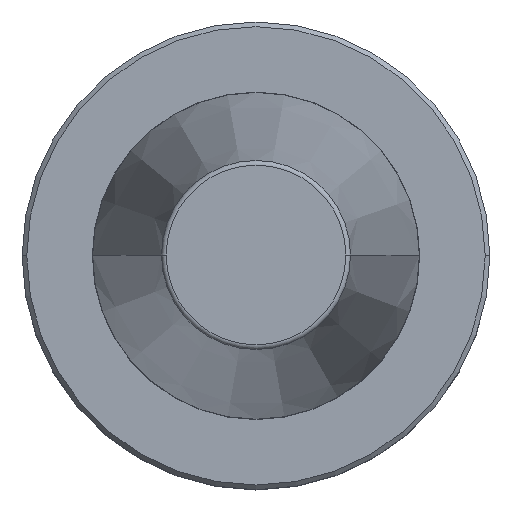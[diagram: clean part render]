
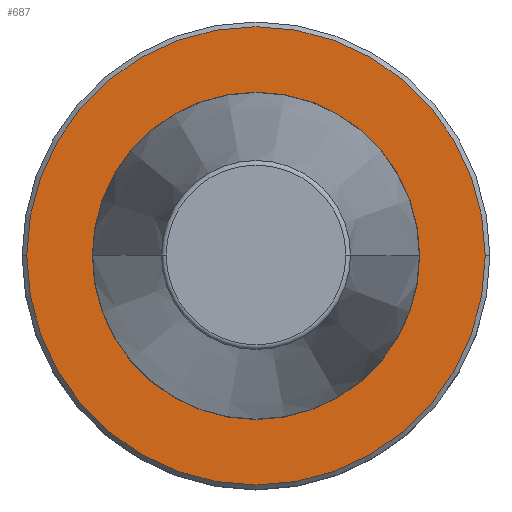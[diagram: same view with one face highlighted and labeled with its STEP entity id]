
A CAD part, top view. The second image highlights one B-rep face of the part: STEP entity #687.
In plain terms, the highlighted planar face has unit normal (0, 0, 1).
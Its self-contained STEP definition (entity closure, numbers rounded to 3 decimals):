
#3 = AXIS2_PLACEMENT_3D ( 'NONE', #304, #308, #199 ) ;
#4 = PLANE ( 'NONE',  #3 ) ;
#5 = AXIS2_PLACEMENT_3D ( 'NONE', #860, #313, #557 ) ;
#22 = AXIS2_PLACEMENT_3D ( 'NONE', #60, #623, #186 ) ;
#23 = CARTESIAN_POINT ( 'NONE',  ( 0., 0., -3. ) ) ;
#60 = CARTESIAN_POINT ( 'NONE',  ( 0., 0., -3. ) ) ;
#102 = CARTESIAN_POINT ( 'NONE',  ( 0., 0., -3. ) ) ;
#114 = FACE_BOUND ( 'NONE', #231, .T. ) ;
#123 = EDGE_LOOP ( 'NONE', ( #679, #266 ) ) ;
#151 = ORIENTED_EDGE ( 'NONE', *, *, #731, .F. ) ;
#186 = DIRECTION ( 'NONE',  ( 1., 0., 0. ) ) ;
#199 = DIRECTION ( 'NONE',  ( -1., 0., 0. ) ) ;
#221 = CIRCLE ( 'NONE', #271, 35. ) ;
#230 = VERTEX_POINT ( 'NONE', #698 ) ;
#231 = EDGE_LOOP ( 'NONE', ( #475, #151 ) ) ;
#233 = DIRECTION ( 'NONE',  ( 0., 0., 1. ) ) ;
#266 = ORIENTED_EDGE ( 'NONE', *, *, #681, .T. ) ;
#271 = AXIS2_PLACEMENT_3D ( 'NONE', #102, #490, #939 ) ;
#286 = CARTESIAN_POINT ( 'NONE',  ( 35., 0., -3. ) ) ;
#293 = CIRCLE ( 'NONE', #5, 35. ) ;
#297 = CARTESIAN_POINT ( 'NONE',  ( 49., 0., -3. ) ) ;
#304 = CARTESIAN_POINT ( 'NONE',  ( 0., 49., -3. ) ) ;
#308 = DIRECTION ( 'NONE',  ( 0., 0., -1. ) ) ;
#313 = DIRECTION ( 'NONE',  ( 0., 0., 1. ) ) ;
#401 = EDGE_CURVE ( 'NONE', #563, #517, #638, .T. ) ;
#416 = EDGE_CURVE ( 'NONE', #593, #230, #221, .T. ) ;
#475 = ORIENTED_EDGE ( 'NONE', *, *, #416, .F. ) ;
#490 = DIRECTION ( 'NONE',  ( 0., 0., 1. ) ) ;
#517 = VERTEX_POINT ( 'NONE', #297 ) ;
#557 = DIRECTION ( 'NONE',  ( 1., 0., 0. ) ) ;
#563 = VERTEX_POINT ( 'NONE', #694 ) ;
#583 = AXIS2_PLACEMENT_3D ( 'NONE', #23, #233, #675 ) ;
#593 = VERTEX_POINT ( 'NONE', #286 ) ;
#623 = DIRECTION ( 'NONE',  ( 0., 0., 1. ) ) ;
#638 = CIRCLE ( 'NONE', #583, 49. ) ;
#675 = DIRECTION ( 'NONE',  ( 1., 0., 0. ) ) ;
#679 = ORIENTED_EDGE ( 'NONE', *, *, #401, .T. ) ;
#681 = EDGE_CURVE ( 'NONE', #517, #563, #909, .T. ) ;
#687 = ADVANCED_FACE ( 'NONE', ( #114, #705 ), #4, .F. ) ;
#694 = CARTESIAN_POINT ( 'NONE',  ( -49., 0., -3. ) ) ;
#698 = CARTESIAN_POINT ( 'NONE',  ( -35., 0., -3. ) ) ;
#705 = FACE_OUTER_BOUND ( 'NONE', #123, .T. ) ;
#731 = EDGE_CURVE ( 'NONE', #230, #593, #293, .T. ) ;
#860 = CARTESIAN_POINT ( 'NONE',  ( 0., 0., -3. ) ) ;
#909 = CIRCLE ( 'NONE', #22, 49. ) ;
#939 = DIRECTION ( 'NONE',  ( 1., 0., 0. ) ) ;
